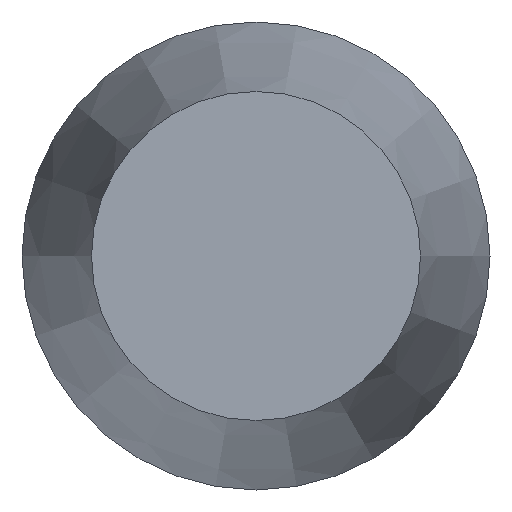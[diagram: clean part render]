
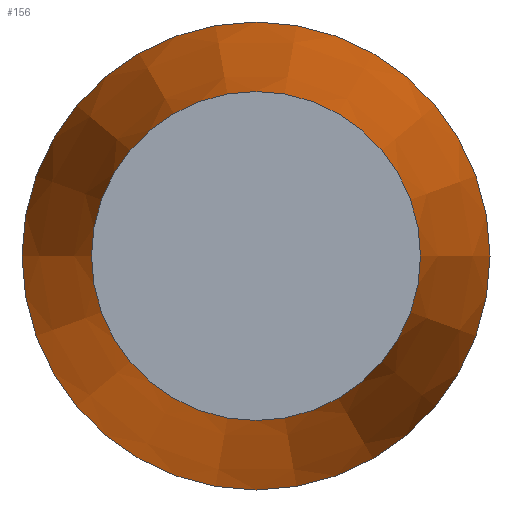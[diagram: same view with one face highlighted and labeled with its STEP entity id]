
A CAD part, left-side view. The second image highlights one B-rep face of the part: STEP entity #156.
In plain terms, the highlighted conical face has half-angle 8 degrees and reference radius 6.812 mm.
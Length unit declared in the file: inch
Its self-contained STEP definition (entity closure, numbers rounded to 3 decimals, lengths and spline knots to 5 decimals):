
#21=LINE('',#268,#28);
#28=VECTOR('',#217,0.26821);
#35=CONICAL_SURFACE('',#184,0.26821,0.14);
#40=FACE_OUTER_BOUND('',#52,.T.);
#52=EDGE_LOOP('',(#107,#108,#109,#110));
#66=CIRCLE('',#183,0.22146);
#67=CIRCLE('',#185,0.31496);
#77=VERTEX_POINT('',#263);
#78=VERTEX_POINT('',#266);
#88=EDGE_CURVE('',#77,#77,#66,.T.);
#89=EDGE_CURVE('',#78,#78,#67,.T.);
#90=EDGE_CURVE('',#78,#77,#21,.T.);
#107=ORIENTED_EDGE('',*,*,#89,.F.);
#108=ORIENTED_EDGE('',*,*,#90,.T.);
#109=ORIENTED_EDGE('',*,*,#88,.T.);
#110=ORIENTED_EDGE('',*,*,#90,.F.);
#156=ADVANCED_FACE('',(#40),#35,.T.);
#183=AXIS2_PLACEMENT_3D('',#264,#211,#212);
#184=AXIS2_PLACEMENT_3D('',#265,#213,#214);
#185=AXIS2_PLACEMENT_3D('',#267,#215,#216);
#211=DIRECTION('center_axis',(1.,0.,0.));
#212=DIRECTION('ref_axis',(0.,0.,-1.));
#213=DIRECTION('center_axis',(1.,0.,0.));
#214=DIRECTION('ref_axis',(0.,1.,0.));
#215=DIRECTION('center_axis',(1.,0.,0.));
#216=DIRECTION('ref_axis',(0.,0.,-1.));
#217=DIRECTION('',(-0.99,0.139,0.));
#263=CARTESIAN_POINT('',(-1.0838,-0.22146,0.));
#264=CARTESIAN_POINT('Origin',(-1.0838,0.,0.));
#265=CARTESIAN_POINT('Origin',(-0.75115,0.,0.));
#266=CARTESIAN_POINT('',(-0.4185,-0.31496,0.));
#267=CARTESIAN_POINT('Origin',(-0.4185,0.,0.));
#268=CARTESIAN_POINT('',(-0.75115,-0.26821,0.));
